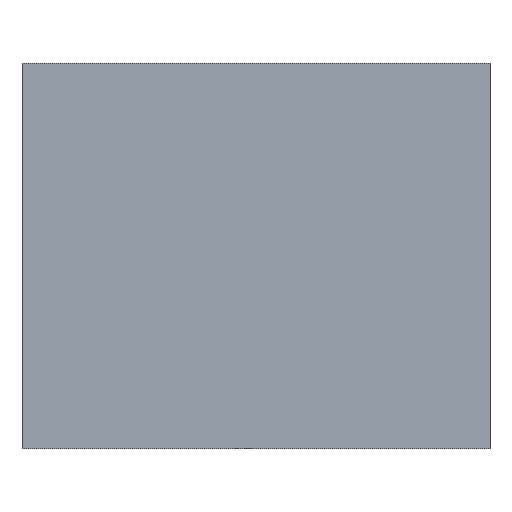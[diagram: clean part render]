
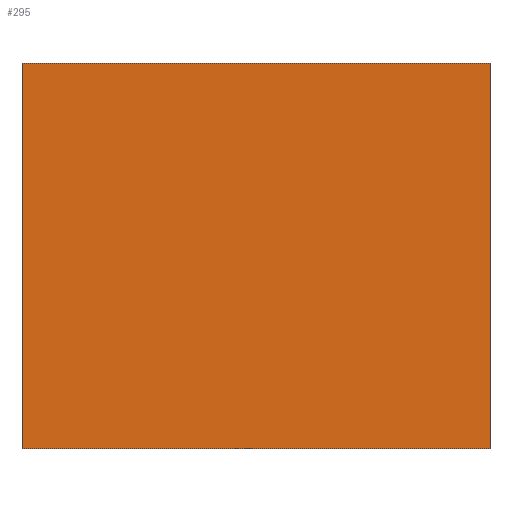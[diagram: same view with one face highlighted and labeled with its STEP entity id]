
A CAD part, left-side view. The second image highlights one B-rep face of the part: STEP entity #295.
In plain terms, the highlighted planar face has unit normal (-1, 0, 0).
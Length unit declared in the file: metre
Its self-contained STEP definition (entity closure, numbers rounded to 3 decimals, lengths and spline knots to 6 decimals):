
#36=ORIENTED_EDGE('',*,*,#116,.T.);
#37=ORIENTED_EDGE('',*,*,#117,.F.);
#38=ORIENTED_EDGE('',*,*,#101,.F.);
#39=ORIENTED_EDGE('',*,*,#114,.T.);
#101=EDGE_CURVE('',#143,#144,#171,.T.);
#114=EDGE_CURVE('',#143,#154,#184,.T.);
#116=EDGE_CURVE('',#154,#155,#186,.T.);
#117=EDGE_CURVE('',#144,#155,#187,.T.);
#143=VERTEX_POINT('',#417);
#144=VERTEX_POINT('',#419);
#154=VERTEX_POINT('',#443);
#155=VERTEX_POINT('',#448);
#171=LINE('',#418,#213);
#184=LINE('',#444,#226);
#186=LINE('',#447,#228);
#187=LINE('',#449,#229);
#213=VECTOR('',#342,1.);
#226=VECTOR('',#359,1.);
#228=VECTOR('',#363,1.);
#229=VECTOR('',#364,1.);
#253=EDGE_LOOP('',(#36,#37,#38,#39));
#267=FACE_BOUND('',#253,.T.);
#281=PLANE('',#322);
#295=ADVANCED_FACE('',(#267),#281,.F.);
#322=AXIS2_PLACEMENT_3D('',#446,#361,#362);
#342=DIRECTION('',(0.,-1.,0.));
#359=DIRECTION('',(0.,0.,-1.));
#361=DIRECTION('',(1.,0.,0.));
#362=DIRECTION('',(0.,1.,0.));
#363=DIRECTION('',(0.,-1.,0.));
#364=DIRECTION('',(0.,0.,-1.));
#417=CARTESIAN_POINT('',(-0.021644,0.0395,0.065));
#418=CARTESIAN_POINT('',(-0.021644,0.,0.065));
#419=CARTESIAN_POINT('',(-0.021644,-0.0395,0.065));
#443=CARTESIAN_POINT('',(-0.021644,0.0395,0.));
#444=CARTESIAN_POINT('',(-0.021644,0.0395,0.065));
#446=CARTESIAN_POINT('',(-0.021644,0.,0.065));
#447=CARTESIAN_POINT('',(-0.021644,0.,0.));
#448=CARTESIAN_POINT('',(-0.021644,-0.0395,0.));
#449=CARTESIAN_POINT('',(-0.021644,-0.0395,0.065));
